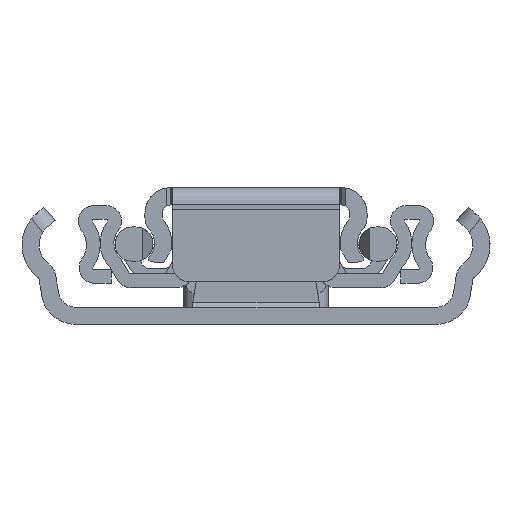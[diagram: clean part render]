
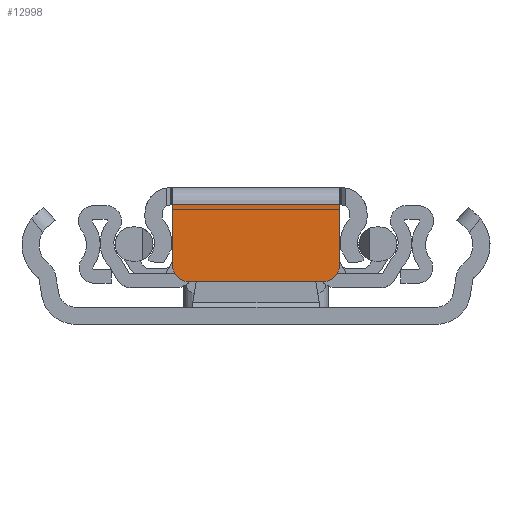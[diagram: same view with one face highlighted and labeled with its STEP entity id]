
A CAD part, left-side view. The second image highlights one B-rep face of the part: STEP entity #12998.
In plain terms, the highlighted planar face has unit normal (-1, 0, 0).
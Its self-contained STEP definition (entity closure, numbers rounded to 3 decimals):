
#496 = VECTOR ( 'NONE', #7190, 1000. ) ;
#1216 = CARTESIAN_POINT ( 'NONE',  ( 0., -9.8, 7. ) ) ;
#1732 = DIRECTION ( 'NONE',  ( 1., 0., 0. ) ) ;
#1926 = VECTOR ( 'NONE', #12857, 1000. ) ;
#2233 = LINE ( 'NONE', #7433, #496 ) ;
#2518 = ORIENTED_EDGE ( 'NONE', *, *, #14473, .T. ) ;
#2640 = CARTESIAN_POINT ( 'NONE',  ( 0., 9.8, 12.463 ) ) ;
#2775 = CARTESIAN_POINT ( 'NONE',  ( 0., -10.9, 12.463 ) ) ;
#2949 = VERTEX_POINT ( 'NONE', #3462 ) ;
#3237 = DIRECTION ( 'NONE',  ( 0., 0., 1. ) ) ;
#3462 = CARTESIAN_POINT ( 'NONE',  ( 0., -9.8, 14. ) ) ;
#4325 = CARTESIAN_POINT ( 'NONE',  ( 0., -7.8, 5. ) ) ;
#4633 = DIRECTION ( 'NONE',  ( -1., 0., 0. ) ) ;
#4724 = ORIENTED_EDGE ( 'NONE', *, *, #14437, .T. ) ;
#4843 = VERTEX_POINT ( 'NONE', #9688 ) ;
#5610 = CARTESIAN_POINT ( 'NONE',  ( 0., -7.8, 7. ) ) ;
#5646 = ORIENTED_EDGE ( 'NONE', *, *, #11836, .F. ) ;
#5989 = EDGE_CURVE ( 'NONE', #2949, #12202, #12923, .T. ) ;
#6375 = CARTESIAN_POINT ( 'NONE',  ( 0., 9.8, 7. ) ) ;
#7010 = CARTESIAN_POINT ( 'NONE',  ( 0., 0., 5. ) ) ;
#7093 = DIRECTION ( 'NONE',  ( 0., 0., 1. ) ) ;
#7190 = DIRECTION ( 'NONE',  ( 0., 0., -1. ) ) ;
#7433 = CARTESIAN_POINT ( 'NONE',  ( 0., -9.8, 12.463 ) ) ;
#7652 = VECTOR ( 'NONE', #11791, 1000. ) ;
#7866 = CIRCLE ( 'NONE', #10721, 2. ) ;
#7906 = PLANE ( 'NONE',  #13194 ) ;
#8126 = VECTOR ( 'NONE', #13244, 1000. ) ;
#8193 = VERTEX_POINT ( 'NONE', #1216 ) ;
#9088 = VERTEX_POINT ( 'NONE', #4325 ) ;
#9129 = AXIS2_PLACEMENT_3D ( 'NONE', #9743, #14347, #3237 ) ;
#9688 = CARTESIAN_POINT ( 'NONE',  ( 0., 7.8, 5. ) ) ;
#9743 = CARTESIAN_POINT ( 'NONE',  ( 0., 7.8, 7. ) ) ;
#9879 = EDGE_LOOP ( 'NONE', ( #5646, #15753, #11890, #10163, #2518, #4724 ) ) ;
#10163 = ORIENTED_EDGE ( 'NONE', *, *, #13242, .T. ) ;
#10299 = EDGE_CURVE ( 'NONE', #11500, #12202, #11324, .T. ) ;
#10326 = DIRECTION ( 'NONE',  ( 0., 0., -1. ) ) ;
#10721 = AXIS2_PLACEMENT_3D ( 'NONE', #5610, #4633, #7093 ) ;
#10822 = CARTESIAN_POINT ( 'NONE',  ( 0., -10.9, 14. ) ) ;
#11324 = LINE ( 'NONE', #2640, #1926 ) ;
#11500 = VERTEX_POINT ( 'NONE', #6375 ) ;
#11791 = DIRECTION ( 'NONE',  ( 0., 1., 0. ) ) ;
#11836 = EDGE_CURVE ( 'NONE', #2949, #8193, #2233, .T. ) ;
#11890 = ORIENTED_EDGE ( 'NONE', *, *, #10299, .F. ) ;
#12202 = VERTEX_POINT ( 'NONE', #15984 ) ;
#12857 = DIRECTION ( 'NONE',  ( 0., 0., 1. ) ) ;
#12923 = LINE ( 'NONE', #10822, #7652 ) ;
#12998 = ADVANCED_FACE ( 'NONE', ( #15101 ), #7906, .F. ) ;
#13194 = AXIS2_PLACEMENT_3D ( 'NONE', #2775, #1732, #10326 ) ;
#13242 = EDGE_CURVE ( 'NONE', #11500, #4843, #14301, .T. ) ;
#13244 = DIRECTION ( 'NONE',  ( 0., -1., 0. ) ) ;
#14301 = CIRCLE ( 'NONE', #9129, 2. ) ;
#14347 = DIRECTION ( 'NONE',  ( -1., 0., 0. ) ) ;
#14437 = EDGE_CURVE ( 'NONE', #9088, #8193, #7866, .T. ) ;
#14473 = EDGE_CURVE ( 'NONE', #4843, #9088, #15587, .T. ) ;
#15101 = FACE_OUTER_BOUND ( 'NONE', #9879, .T. ) ;
#15587 = LINE ( 'NONE', #7010, #8126 ) ;
#15753 = ORIENTED_EDGE ( 'NONE', *, *, #5989, .T. ) ;
#15984 = CARTESIAN_POINT ( 'NONE',  ( 0., 9.8, 14. ) ) ;
